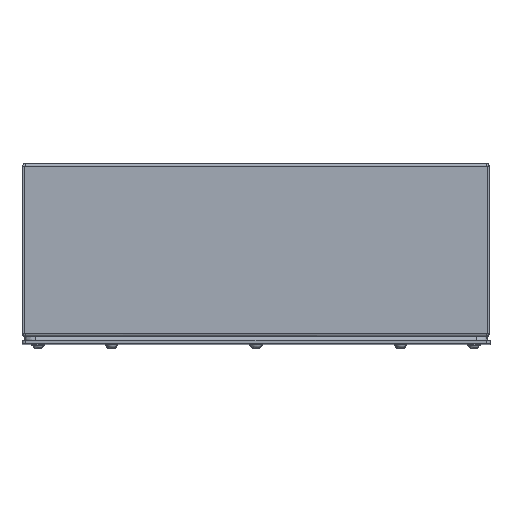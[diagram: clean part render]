
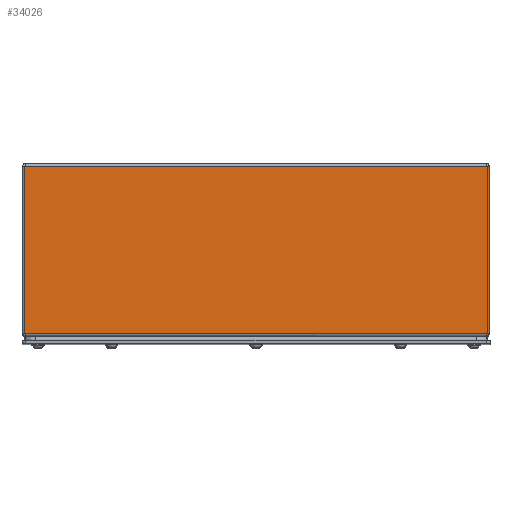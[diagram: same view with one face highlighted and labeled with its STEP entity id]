
A CAD part, top view. The second image highlights one B-rep face of the part: STEP entity #34026.
In plain terms, the highlighted face is planar.
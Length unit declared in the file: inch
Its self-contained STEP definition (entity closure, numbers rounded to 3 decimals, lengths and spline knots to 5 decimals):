
#1492 = LINE ( 'NONE', #14045, #26277 ) ;
#1815 = DIRECTION ( 'NONE',  ( 0., -1., 0. ) ) ;
#3159 = DIRECTION ( 'NONE',  ( 1., 0., 0. ) ) ;
#5810 = EDGE_CURVE ( 'NONE', #25448, #7719, #16132, .T. ) ;
#6036 = CARTESIAN_POINT ( 'NONE',  ( 8.0625, 5.89, -8.0675 ) ) ;
#6955 = EDGE_LOOP ( 'NONE', ( #14674, #9381, #36677, #29884 ) ) ;
#7719 = VERTEX_POINT ( 'NONE', #6036 ) ;
#8329 = VERTEX_POINT ( 'NONE', #29063 ) ;
#9381 = ORIENTED_EDGE ( 'NONE', *, *, #14563, .T. ) ;
#11239 = EDGE_CURVE ( 'NONE', #7719, #29921, #35273, .T. ) ;
#13786 = AXIS2_PLACEMENT_3D ( 'NONE', #21475, #34669, #21057 ) ;
#14045 = CARTESIAN_POINT ( 'NONE',  ( -8.0675, 0.11, -8.0675 ) ) ;
#14563 = EDGE_CURVE ( 'NONE', #29921, #8329, #1492, .T. ) ;
#14674 = ORIENTED_EDGE ( 'NONE', *, *, #11239, .T. ) ;
#15135 = DIRECTION ( 'NONE',  ( 0., -1., 0. ) ) ;
#15416 = CARTESIAN_POINT ( 'NONE',  ( -8.0675, 6., -8.0675 ) ) ;
#15435 = EDGE_CURVE ( 'NONE', #25448, #8329, #21975, .T. ) ;
#16132 = LINE ( 'NONE', #42532, #19642 ) ;
#17686 = CARTESIAN_POINT ( 'NONE',  ( -8.0675, 5.89, -8.0675 ) ) ;
#19642 = VECTOR ( 'NONE', #3159, 39.37008 ) ;
#21057 = DIRECTION ( 'NONE',  ( 1., 0., 0. ) ) ;
#21475 = CARTESIAN_POINT ( 'NONE',  ( 8.0625, 6., -8.0675 ) ) ;
#21975 = LINE ( 'NONE', #15416, #35265 ) ;
#25448 = VERTEX_POINT ( 'NONE', #17686 ) ;
#26277 = VECTOR ( 'NONE', #34421, 39.37008 ) ;
#27126 = PLANE ( 'NONE',  #13786 ) ;
#29063 = CARTESIAN_POINT ( 'NONE',  ( -8.0675, 0.11, -8.0675 ) ) ;
#29884 = ORIENTED_EDGE ( 'NONE', *, *, #5810, .T. ) ;
#29921 = VERTEX_POINT ( 'NONE', #33807 ) ;
#31018 = FACE_OUTER_BOUND ( 'NONE', #6955, .T. ) ;
#33807 = CARTESIAN_POINT ( 'NONE',  ( 8.0625, 0.11, -8.0675 ) ) ;
#34026 = ADVANCED_FACE ( 'NONE', ( #31018 ), #27126, .F. ) ;
#34421 = DIRECTION ( 'NONE',  ( -1., 0., 0. ) ) ;
#34669 = DIRECTION ( 'NONE',  ( 0., 0., 1. ) ) ;
#35265 = VECTOR ( 'NONE', #1815, 39.37008 ) ;
#35273 = LINE ( 'NONE', #41316, #42006 ) ;
#36677 = ORIENTED_EDGE ( 'NONE', *, *, #15435, .F. ) ;
#41316 = CARTESIAN_POINT ( 'NONE',  ( 8.0625, 6., -8.0675 ) ) ;
#42006 = VECTOR ( 'NONE', #15135, 39.37008 ) ;
#42532 = CARTESIAN_POINT ( 'NONE',  ( 8.0625, 5.89, -8.0675 ) ) ;
